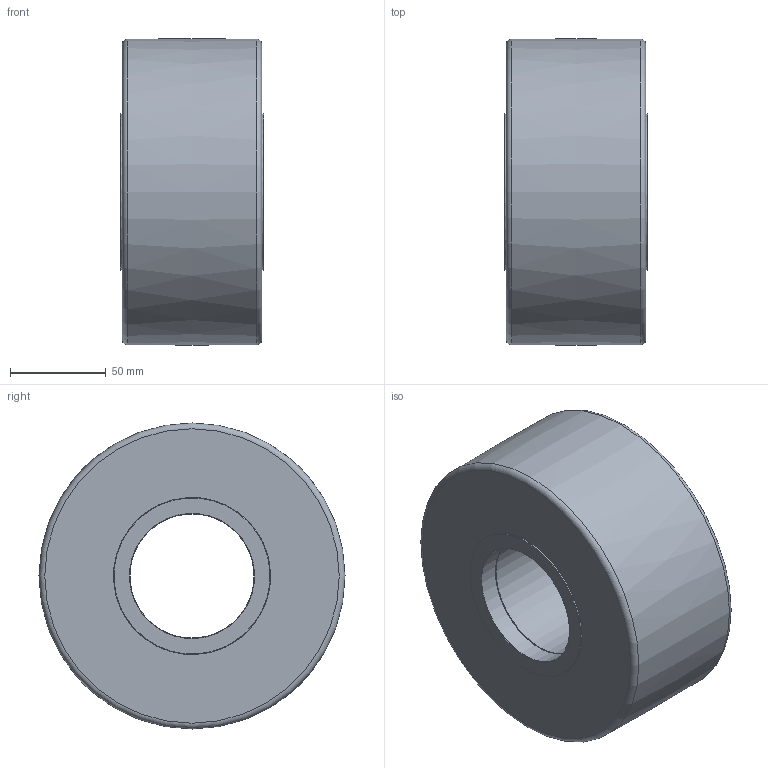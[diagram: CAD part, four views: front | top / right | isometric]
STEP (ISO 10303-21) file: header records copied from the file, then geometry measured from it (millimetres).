
FILE_DESCRIPTION(/* description */ ('-'),/* implementation_level */ '2;1');
FILE_NAME(/* name */ 'ALFATEC_SR065-160.stp',/* time_stamp */ '2022-07-07T15:05:41+02:00',/* author */ ('seider'),/* organization */ (''),/* preprocessor_version */ 'ST-DEVELOPER v18.1',/* originating_system */ 'Autodesk Inventor 2020',/* authorisation */ '');
FILE_SCHEMA (('AUTOMOTIVE_DESIGN { 1 0 10303 214 3 1 1 }'));
Length unit declared in the file: millimetre
Products named in the file (1): SR 065.160_Kontur
Bounding box: 75 x 160 x 159.99 mm (x, y, z)
Volume: 997351.1 mm3; surface area: 166603.8 mm2
Topology: 1 solids, 1 shells, 136 faces, 453 edges, 290 vertices
Faces by surface type: cylinder 51, plane 36, torus 34, cone 14, bspline 1
Full cylindrical faces by diameter (mm): 2.5 x1, 65 x3, 82 x4, 87.666 x2, 97.75 x2, 103 x3
Entity records: 5985 total; most frequent: CARTESIAN_POINT 1304, DIRECTION 1048, ORIENTED_EDGE 982, EDGE_CURVE 491, AXIS2_PLACEMENT_3D 469, CIRCLE 333, VERTEX_POINT 290, EDGE_LOOP 165
